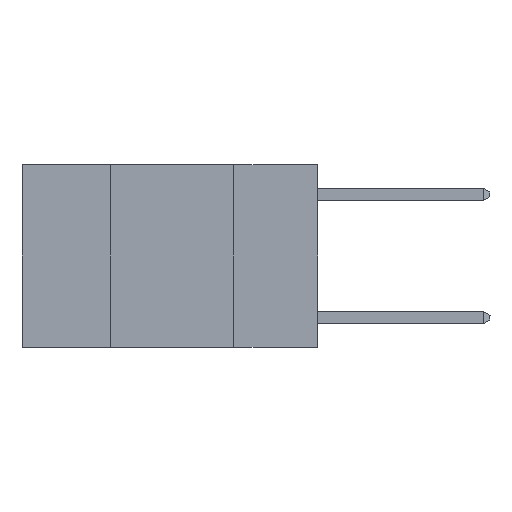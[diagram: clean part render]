
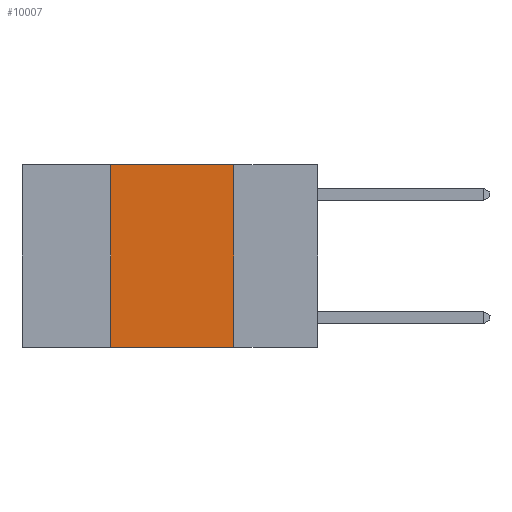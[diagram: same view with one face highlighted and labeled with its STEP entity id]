
A CAD part, left-side view. The second image highlights one B-rep face of the part: STEP entity #10007.
In plain terms, the highlighted planar face has unit normal (-1, 0, 0).
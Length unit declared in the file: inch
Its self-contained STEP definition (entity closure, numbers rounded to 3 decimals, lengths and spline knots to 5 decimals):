
#845 = LINE ( 'NONE', #5874, #31526 ) ;
#991 = ORIENTED_EDGE ( 'NONE', *, *, #17553, .F. ) ;
#3111 = CARTESIAN_POINT ( 'NONE',  ( 0., 0.42, -0.37 ) ) ;
#3540 = VECTOR ( 'NONE', #28685, 39.37008 ) ;
#3605 = CARTESIAN_POINT ( 'NONE',  ( 0., 0.17, 0. ) ) ;
#5076 = CARTESIAN_POINT ( 'NONE',  ( 0., 0.17, 0. ) ) ;
#5806 = VECTOR ( 'NONE', #11817, 39.37008 ) ;
#5874 = CARTESIAN_POINT ( 'NONE',  ( 0., 0.6, -0.37 ) ) ;
#6139 = VERTEX_POINT ( 'NONE', #3111 ) ;
#6364 = DIRECTION ( 'NONE',  ( 0., 0., -1. ) ) ;
#8658 = DIRECTION ( 'NONE',  ( 1., 0., 0. ) ) ;
#9002 = AXIS2_PLACEMENT_3D ( 'NONE', #21194, #8658, #6364 ) ;
#9218 = EDGE_CURVE ( 'NONE', #29263, #16116, #17338, .T. ) ;
#10007 = ADVANCED_FACE ( 'NONE', ( #30978 ), #25595, .F. ) ;
#11205 = ORIENTED_EDGE ( 'NONE', *, *, #26329, .F. ) ;
#11817 = DIRECTION ( 'NONE',  ( 0., -1., 0. ) ) ;
#13377 = DIRECTION ( 'NONE',  ( 0., -1., 0. ) ) ;
#14905 = CARTESIAN_POINT ( 'NONE',  ( 0., 0.6, 0. ) ) ;
#16116 = VERTEX_POINT ( 'NONE', #5076 ) ;
#16164 = EDGE_CURVE ( 'NONE', #6139, #23000, #845, .T. ) ;
#17338 = LINE ( 'NONE', #14905, #5806 ) ;
#17553 = EDGE_CURVE ( 'NONE', #16116, #23000, #26062, .T. ) ;
#21194 = CARTESIAN_POINT ( 'NONE',  ( 0., 0.6, 0. ) ) ;
#21219 = CARTESIAN_POINT ( 'NONE',  ( 0., 0.42, 0. ) ) ;
#22038 = VECTOR ( 'NONE', #31162, 39.37008 ) ;
#23000 = VERTEX_POINT ( 'NONE', #27383 ) ;
#23652 = LINE ( 'NONE', #21219, #22038 ) ;
#25416 = EDGE_LOOP ( 'NONE', ( #991, #31897, #11205, #27541 ) ) ;
#25595 = PLANE ( 'NONE',  #9002 ) ;
#26062 = LINE ( 'NONE', #3605, #3540 ) ;
#26329 = EDGE_CURVE ( 'NONE', #6139, #29263, #23652, .T. ) ;
#27383 = CARTESIAN_POINT ( 'NONE',  ( 0., 0.17, -0.37 ) ) ;
#27541 = ORIENTED_EDGE ( 'NONE', *, *, #16164, .T. ) ;
#27824 = CARTESIAN_POINT ( 'NONE',  ( 0., 0.42, 0. ) ) ;
#28685 = DIRECTION ( 'NONE',  ( 0., 0., -1. ) ) ;
#29263 = VERTEX_POINT ( 'NONE', #27824 ) ;
#30978 = FACE_OUTER_BOUND ( 'NONE', #25416, .T. ) ;
#31162 = DIRECTION ( 'NONE',  ( 0., 0., 1. ) ) ;
#31526 = VECTOR ( 'NONE', #13377, 39.37008 ) ;
#31897 = ORIENTED_EDGE ( 'NONE', *, *, #9218, .F. ) ;
